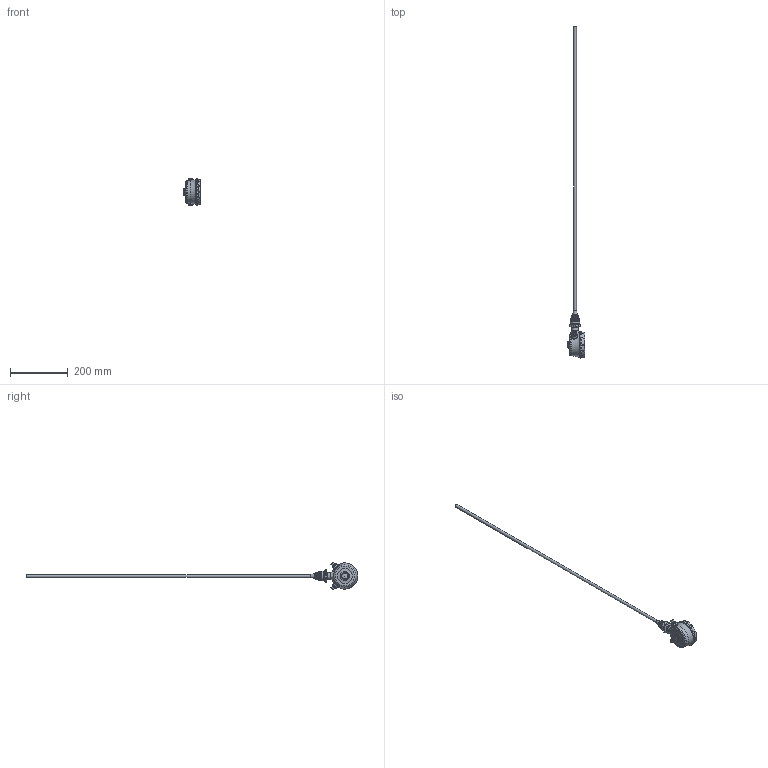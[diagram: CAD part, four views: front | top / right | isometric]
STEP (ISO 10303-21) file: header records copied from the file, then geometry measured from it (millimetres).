
FILE_DESCRIPTION(/* description */ ('Unknown'),/* implementation_level */ '2;1');
FILE_NAME(/* name */ 'PLP70x-50100004x.D11CA040.3xxx',/* time_stamp */ '2024-02-08T14:23:09+01:00',/* author */ ('Unknown'),/* organization */ ('Baumer'),/* preprocessor_version */ 'ST-DEVELOPER v16.7',/* originating_system */ 'Solid Edge',/* authorisation */ 'Unknown');
FILE_SCHEMA (('AUTOMOTIVE_DESIGN {1 0 10303 214 3 1 1}'));
Length unit declared in the file: millimetre
Products named in the file (1): Part14
Bounding box: 62.05 x 1145.94 x 95.92 mm (x, y, z)
Volume: 187565.9 mm3; surface area: 110960.6 mm2
Topology: 2 solids, 16 shells, 719 faces, 1826 edges, 1191 vertices
Faces by surface type: plane 320, cylinder 203, cone 109, torus 63, bspline 20, sphere 4
Full cylindrical faces by diameter (mm): 1.64 x9, 1.9 x1, 2 x4, 3 x1, 3.4 x4, 7 x1, 7.709 x1, 9.5 x1, 10 x3, 10.5 x1, 11 x2, 11.5 x1, 11.741 x2, 12 x3, 13 x1, 13.8 x2, 14 x1, 14.5 x2, 15.85 x2, 16 x13, 17.7 x1, 18.36 x1, 18.9 x1, 18.917 x1, 19.5 x2, 19.7 x1, 20 x1, 20.8 x3, 21 x2, 22.7 x1
Entity records: 27584 total; most frequent: CARTESIAN_POINT 6872, DIRECTION 3215, ORIENTED_EDGE 3002, EDGE_CURVE 1501, AXIS2_PLACEMENT_3D 1306, VERTEX_POINT 1079, FACE_BOUND 1020, EDGE_LOOP 1009
